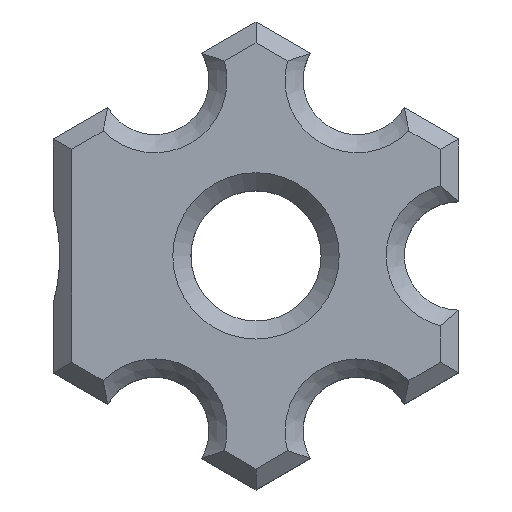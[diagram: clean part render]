
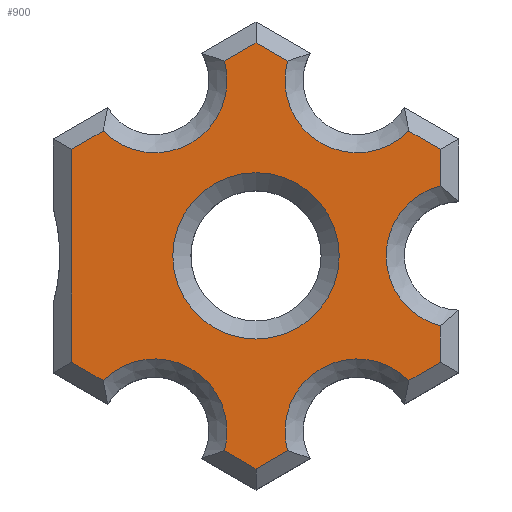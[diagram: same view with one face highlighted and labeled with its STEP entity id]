
A CAD part, top view. The second image highlights one B-rep face of the part: STEP entity #900.
In plain terms, the highlighted planar face has unit normal (0, 0, 1).
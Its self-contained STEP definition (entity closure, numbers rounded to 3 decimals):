
#46=FACE_BOUND('',#147,.T.);
#49=PLANE('',#974);
#88=FACE_OUTER_BOUND('',#146,.T.);
#146=EDGE_LOOP('',(#618,#619,#620,#621,#622,#623,#624,#625,#626,#627,#628,
#629,#630,#631,#632,#633));
#147=EDGE_LOOP('',(#634));
#207=LINE('',#1331,#288);
#208=LINE('',#1333,#289);
#209=LINE('',#1335,#290);
#210=LINE('',#1339,#291);
#211=LINE('',#1341,#292);
#212=LINE('',#1345,#293);
#213=LINE('',#1347,#294);
#214=LINE('',#1351,#295);
#215=LINE('',#1353,#296);
#216=LINE('',#1357,#297);
#217=LINE('',#1359,#298);
#288=VECTOR('',#1071,10.);
#289=VECTOR('',#1072,10.);
#290=VECTOR('',#1073,10.);
#291=VECTOR('',#1076,10.);
#292=VECTOR('',#1077,10.);
#293=VECTOR('',#1080,10.);
#294=VECTOR('',#1081,10.);
#295=VECTOR('',#1084,10.);
#296=VECTOR('',#1085,10.);
#297=VECTOR('',#1088,10.);
#298=VECTOR('',#1089,10.);
#369=CIRCLE('',#973,2.3);
#370=CIRCLE('',#975,2.);
#371=CIRCLE('',#976,2.);
#372=CIRCLE('',#977,2.);
#373=CIRCLE('',#978,2.);
#374=CIRCLE('',#979,2.);
#400=VERTEX_POINT('',#1325);
#401=VERTEX_POINT('',#1329);
#402=VERTEX_POINT('',#1330);
#403=VERTEX_POINT('',#1332);
#404=VERTEX_POINT('',#1334);
#405=VERTEX_POINT('',#1336);
#406=VERTEX_POINT('',#1338);
#407=VERTEX_POINT('',#1340);
#408=VERTEX_POINT('',#1342);
#409=VERTEX_POINT('',#1344);
#410=VERTEX_POINT('',#1346);
#411=VERTEX_POINT('',#1348);
#412=VERTEX_POINT('',#1350);
#413=VERTEX_POINT('',#1352);
#414=VERTEX_POINT('',#1354);
#415=VERTEX_POINT('',#1356);
#416=VERTEX_POINT('',#1358);
#480=EDGE_CURVE('',#400,#400,#369,.T.);
#481=EDGE_CURVE('',#401,#402,#207,.T.);
#482=EDGE_CURVE('',#403,#401,#208,.T.);
#483=EDGE_CURVE('',#404,#403,#209,.T.);
#484=EDGE_CURVE('',#405,#404,#370,.T.);
#485=EDGE_CURVE('',#406,#405,#210,.T.);
#486=EDGE_CURVE('',#407,#406,#211,.T.);
#487=EDGE_CURVE('',#408,#407,#371,.T.);
#488=EDGE_CURVE('',#409,#408,#212,.T.);
#489=EDGE_CURVE('',#410,#409,#213,.T.);
#490=EDGE_CURVE('',#411,#410,#372,.T.);
#491=EDGE_CURVE('',#412,#411,#214,.T.);
#492=EDGE_CURVE('',#413,#412,#215,.T.);
#493=EDGE_CURVE('',#414,#413,#373,.T.);
#494=EDGE_CURVE('',#415,#414,#216,.T.);
#495=EDGE_CURVE('',#416,#415,#217,.T.);
#496=EDGE_CURVE('',#402,#416,#374,.T.);
#618=ORIENTED_EDGE('',*,*,#481,.F.);
#619=ORIENTED_EDGE('',*,*,#482,.F.);
#620=ORIENTED_EDGE('',*,*,#483,.F.);
#621=ORIENTED_EDGE('',*,*,#484,.F.);
#622=ORIENTED_EDGE('',*,*,#485,.F.);
#623=ORIENTED_EDGE('',*,*,#486,.F.);
#624=ORIENTED_EDGE('',*,*,#487,.F.);
#625=ORIENTED_EDGE('',*,*,#488,.F.);
#626=ORIENTED_EDGE('',*,*,#489,.F.);
#627=ORIENTED_EDGE('',*,*,#490,.F.);
#628=ORIENTED_EDGE('',*,*,#491,.F.);
#629=ORIENTED_EDGE('',*,*,#492,.F.);
#630=ORIENTED_EDGE('',*,*,#493,.F.);
#631=ORIENTED_EDGE('',*,*,#494,.F.);
#632=ORIENTED_EDGE('',*,*,#495,.F.);
#633=ORIENTED_EDGE('',*,*,#496,.F.);
#634=ORIENTED_EDGE('',*,*,#480,.F.);
#900=ADVANCED_FACE('',(#88,#46),#49,.T.);
#973=AXIS2_PLACEMENT_3D('',#1327,#1067,#1068);
#974=AXIS2_PLACEMENT_3D('',#1328,#1069,#1070);
#975=AXIS2_PLACEMENT_3D('',#1337,#1074,#1075);
#976=AXIS2_PLACEMENT_3D('',#1343,#1078,#1079);
#977=AXIS2_PLACEMENT_3D('',#1349,#1082,#1083);
#978=AXIS2_PLACEMENT_3D('',#1355,#1086,#1087);
#979=AXIS2_PLACEMENT_3D('',#1360,#1090,#1091);
#1067=DIRECTION('center_axis',(0.,0.,1.));
#1068=DIRECTION('ref_axis',(-1.,0.,0.));
#1069=DIRECTION('center_axis',(0.,0.,1.));
#1070=DIRECTION('ref_axis',(1.,0.,0.));
#1071=DIRECTION('',(0.866,0.5,0.));
#1072=DIRECTION('',(0.,1.,0.));
#1073=DIRECTION('',(-0.866,0.5,0.));
#1074=DIRECTION('center_axis',(0.,0.,1.));
#1075=DIRECTION('ref_axis',(1.,0.,0.));
#1076=DIRECTION('',(-0.866,0.5,0.));
#1077=DIRECTION('',(-0.866,-0.5,0.));
#1078=DIRECTION('center_axis',(0.,0.,1.));
#1079=DIRECTION('ref_axis',(-1.,0.,0.));
#1080=DIRECTION('',(-0.866,-0.5,0.));
#1081=DIRECTION('',(0.,-1.,0.));
#1082=DIRECTION('center_axis',(0.,0.,1.));
#1083=DIRECTION('ref_axis',(-1.,0.,0.));
#1084=DIRECTION('',(0.,-1.,0.));
#1085=DIRECTION('',(0.866,-0.5,0.));
#1086=DIRECTION('center_axis',(0.,0.,1.));
#1087=DIRECTION('ref_axis',(-1.,0.,0.));
#1088=DIRECTION('',(0.866,-0.5,0.));
#1089=DIRECTION('',(0.866,0.5,0.));
#1090=DIRECTION('center_axis',(0.,0.,1.));
#1091=DIRECTION('ref_axis',(1.,0.,0.));
#1325=CARTESIAN_POINT('',(2.3,0.,2.75));
#1327=CARTESIAN_POINT('Origin',(0.,0.,2.75));
#1328=CARTESIAN_POINT('Origin',(0.,0.,2.75));
#1329=CARTESIAN_POINT('',(-5.1,2.944,2.75));
#1330=CARTESIAN_POINT('',(-4.227,3.448,2.75));
#1331=CARTESIAN_POINT('',(-1.15,5.225,2.75));
#1332=CARTESIAN_POINT('',(-5.1,-2.944,2.75));
#1333=CARTESIAN_POINT('',(-5.1,1.617,2.75));
#1334=CARTESIAN_POINT('',(-4.227,-3.448,2.75));
#1335=CARTESIAN_POINT('',(-3.95,-3.608,2.75));
#1336=CARTESIAN_POINT('',(-0.873,-5.385,2.75));
#1337=CARTESIAN_POINT('Origin',(-2.8,-4.85,2.75));
#1338=CARTESIAN_POINT('',(0.,-5.889,2.75));
#1339=CARTESIAN_POINT('',(-3.95,-3.608,2.75));
#1340=CARTESIAN_POINT('',(0.873,-5.385,2.75));
#1341=CARTESIAN_POINT('',(1.15,-5.225,2.75));
#1342=CARTESIAN_POINT('',(4.227,-3.448,2.75));
#1343=CARTESIAN_POINT('Origin',(2.8,-4.85,2.75));
#1344=CARTESIAN_POINT('',(5.1,-2.944,2.75));
#1345=CARTESIAN_POINT('',(1.15,-5.225,2.75));
#1346=CARTESIAN_POINT('',(5.1,-1.936,2.75));
#1347=CARTESIAN_POINT('',(5.1,-1.617,2.75));
#1348=CARTESIAN_POINT('',(5.1,1.936,2.75));
#1349=CARTESIAN_POINT('Origin',(5.6,0.,2.75));
#1350=CARTESIAN_POINT('',(5.1,2.944,2.75));
#1351=CARTESIAN_POINT('',(5.1,-1.617,2.75));
#1352=CARTESIAN_POINT('',(4.227,3.448,2.75));
#1353=CARTESIAN_POINT('',(3.95,3.608,2.75));
#1354=CARTESIAN_POINT('',(0.873,5.385,2.75));
#1355=CARTESIAN_POINT('Origin',(2.8,4.85,2.75));
#1356=CARTESIAN_POINT('',(0.,5.889,2.75));
#1357=CARTESIAN_POINT('',(3.95,3.608,2.75));
#1358=CARTESIAN_POINT('',(-0.873,5.385,2.75));
#1359=CARTESIAN_POINT('',(-1.15,5.225,2.75));
#1360=CARTESIAN_POINT('Origin',(-2.8,4.85,2.75));
